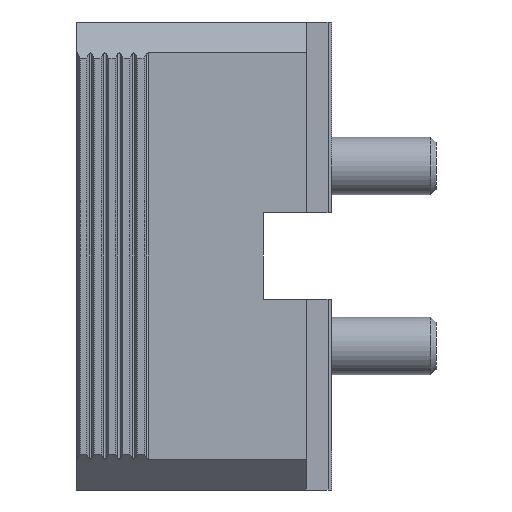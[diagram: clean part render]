
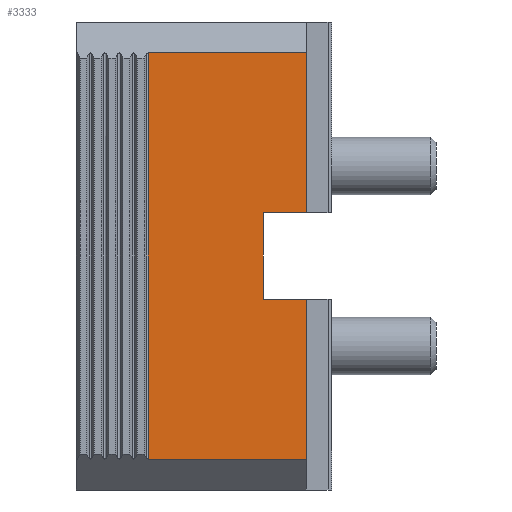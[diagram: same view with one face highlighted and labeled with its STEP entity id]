
A CAD part, left-side view. The second image highlights one B-rep face of the part: STEP entity #3333.
In plain terms, the highlighted planar face has unit normal (-1, 0, 0).
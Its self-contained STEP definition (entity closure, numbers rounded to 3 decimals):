
#145=LINE('',#4762,#500);
#148=LINE('',#4769,#503);
#149=LINE('',#4770,#504);
#150=LINE('',#4772,#505);
#151=LINE('',#4774,#506);
#152=LINE('',#4776,#507);
#153=LINE('',#4778,#508);
#154=LINE('',#4779,#509);
#500=VECTOR('',#3846,10.);
#503=VECTOR('',#3851,10.);
#504=VECTOR('',#3852,10.);
#505=VECTOR('',#3853,10.);
#506=VECTOR('',#3854,10.);
#507=VECTOR('',#3855,10.);
#508=VECTOR('',#3856,10.);
#509=VECTOR('',#3857,10.);
#843=FACE_OUTER_BOUND('',#1016,.T.);
#1016=EDGE_LOOP('',(#2097,#2098,#2099,#2100,#2101,#2102,#2103,#2104));
#1282=VERTEX_POINT('',#4759);
#1283=VERTEX_POINT('',#4761);
#1285=VERTEX_POINT('',#4767);
#1286=VERTEX_POINT('',#4768);
#1287=VERTEX_POINT('',#4771);
#1288=VERTEX_POINT('',#4773);
#1289=VERTEX_POINT('',#4775);
#1290=VERTEX_POINT('',#4777);
#1606=EDGE_CURVE('',#1282,#1283,#145,.T.);
#1609=EDGE_CURVE('',#1285,#1286,#148,.T.);
#1610=EDGE_CURVE('',#1283,#1285,#149,.T.);
#1611=EDGE_CURVE('',#1287,#1282,#150,.T.);
#1612=EDGE_CURVE('',#1288,#1287,#151,.T.);
#1613=EDGE_CURVE('',#1289,#1288,#152,.T.);
#1614=EDGE_CURVE('',#1290,#1289,#153,.T.);
#1615=EDGE_CURVE('',#1286,#1290,#154,.T.);
#2097=ORIENTED_EDGE('',*,*,#1609,.F.);
#2098=ORIENTED_EDGE('',*,*,#1610,.F.);
#2099=ORIENTED_EDGE('',*,*,#1606,.F.);
#2100=ORIENTED_EDGE('',*,*,#1611,.F.);
#2101=ORIENTED_EDGE('',*,*,#1612,.F.);
#2102=ORIENTED_EDGE('',*,*,#1613,.F.);
#2103=ORIENTED_EDGE('',*,*,#1614,.F.);
#2104=ORIENTED_EDGE('',*,*,#1615,.F.);
#3034=PLANE('',#3536);
#3333=ADVANCED_FACE('',(#843),#3034,.F.);
#3536=AXIS2_PLACEMENT_3D('',#4766,#3849,#3850);
#3846=DIRECTION('',(0.,-1.,0.));
#3849=DIRECTION('center_axis',(1.,0.,0.));
#3850=DIRECTION('ref_axis',(0.,0.,-1.));
#3851=DIRECTION('',(0.,1.,0.));
#3852=DIRECTION('',(0.,0.,-1.));
#3853=DIRECTION('',(0.,0.,1.));
#3854=DIRECTION('',(0.,1.,0.));
#3855=DIRECTION('',(0.,0.,-1.));
#3856=DIRECTION('',(0.,-1.,0.));
#3857=DIRECTION('',(0.,0.,-1.));
#4759=CARTESIAN_POINT('',(-12.278,41.595,45.523));
#4761=CARTESIAN_POINT('',(-12.278,19.595,45.523));
#4762=CARTESIAN_POINT('',(-12.278,22.789,45.523));
#4766=CARTESIAN_POINT('Origin',(-12.278,19.595,49.823));
#4767=CARTESIAN_POINT('',(-12.278,19.595,23.323));
#4768=CARTESIAN_POINT('',(-12.278,25.595,23.323));
#4769=CARTESIAN_POINT('',(-12.278,22.595,23.323));
#4770=CARTESIAN_POINT('',(-12.278,19.595,17.323));
#4771=CARTESIAN_POINT('',(-12.278,41.595,-10.877));
#4772=CARTESIAN_POINT('',(-12.278,41.595,49.823));
#4773=CARTESIAN_POINT('',(-12.278,19.595,-10.877));
#4774=CARTESIAN_POINT('',(-12.278,22.789,-10.877));
#4775=CARTESIAN_POINT('',(-12.278,19.595,11.323));
#4776=CARTESIAN_POINT('',(-12.278,19.595,17.323));
#4777=CARTESIAN_POINT('',(-12.278,25.595,11.323));
#4778=CARTESIAN_POINT('',(-12.278,17.845,11.323));
#4779=CARTESIAN_POINT('',(-12.278,25.595,30.573));
